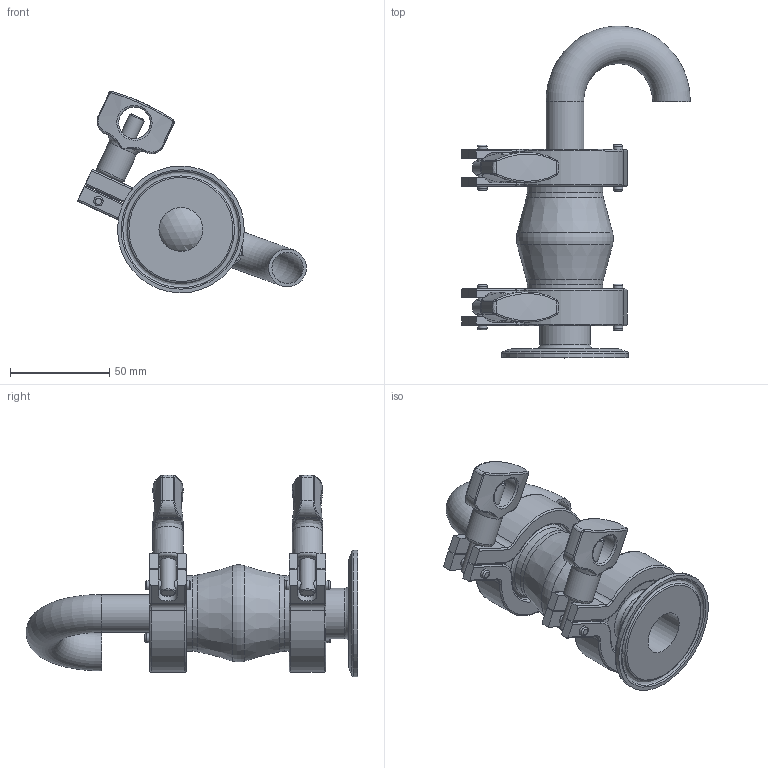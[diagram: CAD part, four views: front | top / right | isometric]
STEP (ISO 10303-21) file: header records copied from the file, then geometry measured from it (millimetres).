
FILE_DESCRIPTION((''),'2;1');
FILE_NAME('TL60 ARV AIR RELIEF VALVE 2.stp','2009-01-27T10:51:00',('echaffee'),(''),'Autodesk Inventor 2009','Autodesk Inventor 2009','');
FILE_SCHEMA(('AUTOMOTIVE_DESIGN { 1 0 10303 214 1 1 1 1 }'));
Length unit declared in the file: inch
Products named in the file (8): TL60 ARV AIR RELIEF VALVE 2; RELIEF VALVE BODY; RELIEF VALVE VENT TOP; RELIEF VALVE VENT TOP PART 2; RELIEF VALVE BASE 2.0 X 1; GASKET SPACER; RELIEF VALVE BALL; 13LAH HEAVY DUTY  1.0 CLAMP
Assembly tree (9 placements, depth 2):
  TL60 ARV AIR RELIEF VALVE 2
    RELIEF VALVE BODY
    RELIEF VALVE VENT TOP
    RELIEF VALVE VENT TOP PART 2
    RELIEF VALVE BASE 2.0 X 1
    GASKET SPACER  x2
    RELIEF VALVE BALL
    13LAH HEAVY DUTY  1.0 CLAMP  x2
Bounding box: 115.36 x 167.35 x 101.66 mm (x, y, z)
Volume: 146266 mm3; surface area: 93700.2 mm2
Topology: 9 solids, 9 shells, 452 faces, 1012 edges, 581 vertices
Faces by surface type: cylinder 153, plane 110, torus 89, bspline 70, cone 29, sphere 1
Full cylindrical faces by diameter (mm): 4.763 x10, 7.938 x4, 15.24 x2, 15.748 x1, 15.875 x2, 19.05 x1, 22.098 x1, 25.4 x1, 34.798 x2, 38.1 x4, 50.394 x6, 63.906 x1
Entity records: 9011 total; most frequent: CARTESIAN_POINT 3426, DIRECTION 1196, ORIENTED_EDGE 970, AXIS2_PLACEMENT_3D 521, EDGE_CURVE 485, EDGE_LOOP 361, VERTEX_POINT 320, CIRCLE 272
